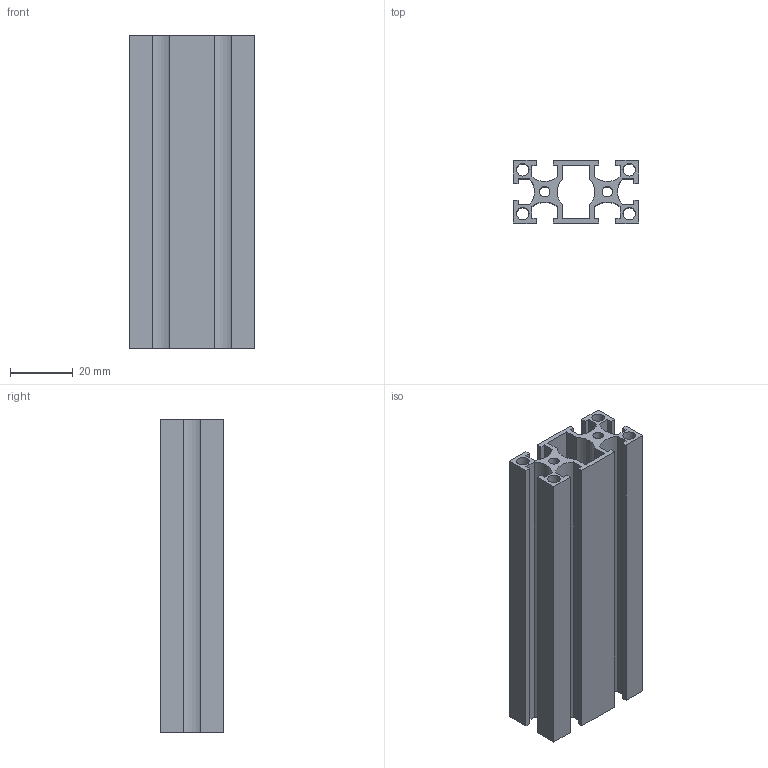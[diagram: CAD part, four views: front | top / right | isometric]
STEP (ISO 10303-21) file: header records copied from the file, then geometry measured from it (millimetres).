
FILE_DESCRIPTION((''),'2;1');
FILE_NAME('AF2040-4.stp','2009-08-25T17:00:20',('Administrator'),(''),'Autodesk Inventor 2008','Autodesk Inventor 2008','');
FILE_SCHEMA(('AUTOMOTIVE_DESIGN { 1 0 10303 214 1 1 1 1 }'));
Length unit declared in the file: millimetre
Products named in the file (1): AF2040-4
Bounding box: 40 x 20 x 100 mm (x, y, z)
Volume: 28290.2 mm3; surface area: 35241 mm2
Topology: 1 solids, 1 shells, 68 faces, 198 edges, 132 vertices
Faces by surface type: plane 54, cylinder 14
Full cylindrical faces by diameter (mm): 3.3 x2, 4 x4
Entity records: 2254 total; most frequent: CARTESIAN_POINT 393, ORIENTED_EDGE 384, DIRECTION 358, EDGE_CURVE 192, VECTOR 164, LINE 164, VERTEX_POINT 132, AXIS2_PLACEMENT_3D 97
